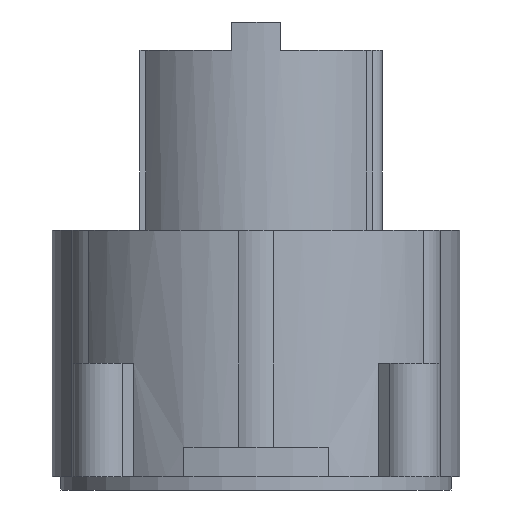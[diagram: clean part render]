
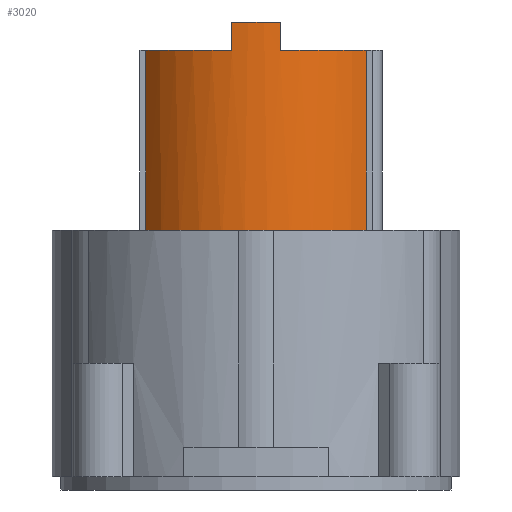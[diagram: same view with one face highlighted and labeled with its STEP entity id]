
A CAD part, front view. The second image highlights one B-rep face of the part: STEP entity #3020.
In plain terms, the highlighted cylindrical face has radius 14.625 mm (diameter 29.25 mm), a partial arc.
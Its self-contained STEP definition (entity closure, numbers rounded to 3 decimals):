
#1678=CARTESIAN_POINT('',(-2.54,-14.403,48.));
#1679=VERTEX_POINT('',#1678);
#1687=CARTESIAN_POINT('',(-2.54,-14.403,45.0));
#1688=VERTEX_POINT('',#1687);
#1695=CARTESIAN_POINT('',(-2.54,-14.403,45.0));
#1696=DIRECTION('',(0.0,0.0,1.0));
#1697=VECTOR('',#1696,3.);
#1698=LINE('',#1695,#1697);
#1699=EDGE_CURVE('',#1688,#1679,#1698,.T.);
#1709=CARTESIAN_POINT('',(2.54,-14.403,48.));
#1710=VERTEX_POINT('',#1709);
#1717=CARTESIAN_POINT('',(2.54,-14.403,45.0));
#1718=VERTEX_POINT('',#1717);
#1719=CARTESIAN_POINT('',(2.54,-14.403,45.0));
#1720=DIRECTION('',(0.0,0.0,1.0));
#1721=VECTOR('',#1720,3.);
#1722=LINE('',#1719,#1721);
#1723=EDGE_CURVE('',#1718,#1710,#1722,.T.);
#1740=CARTESIAN_POINT('',(0.,0.,48.0));
#1741=DIRECTION('',(0.,0.,-1.0));
#1742=DIRECTION('',(-0.795,-0.607,0.));
#1743=AXIS2_PLACEMENT_3D('',#1740,#1741,#1742);
#1744=CIRCLE('',#1743,14.625);
#1745=EDGE_CURVE('',#1710,#1679,#1744,.T.);
#1763=CARTESIAN_POINT('',(11.625,-8.874,45.0));
#1764=VERTEX_POINT('',#1763);
#1765=CARTESIAN_POINT('',(0.,0.,45.0));
#1766=DIRECTION('',(0.,0.,-1.0));
#1767=DIRECTION('',(-0.795,-0.607,0.));
#1768=AXIS2_PLACEMENT_3D('',#1765,#1766,#1767);
#1769=CIRCLE('',#1768,14.625);
#1770=EDGE_CURVE('',#1764,#1718,#1769,.T.);
#2276=CARTESIAN_POINT('',(11.625,-8.874,24.));
#2277=VERTEX_POINT('',#2276);
#2278=CARTESIAN_POINT('',(11.625,-8.874,24.));
#2279=DIRECTION('',(0.0,0.0,1.0));
#2280=VECTOR('',#2279,21.);
#2281=LINE('',#2278,#2280);
#2282=EDGE_CURVE('',#2277,#1764,#2281,.T.);
#2416=CARTESIAN_POINT('',(-11.625,-8.874,24.));
#2417=VERTEX_POINT('',#2416);
#2418=CARTESIAN_POINT('',(0.,0.,24.));
#2419=DIRECTION('',(0.0,0.0,-1.0));
#2420=DIRECTION('',(-0.795,-0.607,0.0));
#2421=AXIS2_PLACEMENT_3D('',#2418,#2419,#2420);
#2422=CIRCLE('',#2421,14.625);
#2423=EDGE_CURVE('',#2277,#2417,#2422,.T.);
#2659=CARTESIAN_POINT('',(-11.625,-8.874,45.0));
#2660=VERTEX_POINT('',#2659);
#2661=CARTESIAN_POINT('',(-11.625,-8.874,24.));
#2662=DIRECTION('',(0.0,0.0,1.0));
#2663=VECTOR('',#2662,21.);
#2664=LINE('',#2661,#2663);
#2665=EDGE_CURVE('',#2417,#2660,#2664,.T.);
#2999=CARTESIAN_POINT('',(0.,0.,24.));
#3000=DIRECTION('',(0.0,0.0,1.0));
#3001=DIRECTION('',(-0.795,-0.607,0.0));
#3002=AXIS2_PLACEMENT_3D('',#2999,#3000,#3001);
#3003=CYLINDRICAL_SURFACE('',#3002,14.625);
#3004=ORIENTED_EDGE('',*,*,#1770,.T.);
#3005=ORIENTED_EDGE('',*,*,#1723,.T.);
#3006=ORIENTED_EDGE('',*,*,#1745,.T.);
#3007=ORIENTED_EDGE('',*,*,#1699,.F.);
#3008=CARTESIAN_POINT('',(0.,0.,45.0));
#3009=DIRECTION('',(0.,0.,-1.0));
#3010=DIRECTION('',(-0.795,-0.607,0.));
#3011=AXIS2_PLACEMENT_3D('',#3008,#3009,#3010);
#3012=CIRCLE('',#3011,14.625);
#3013=EDGE_CURVE('',#1688,#2660,#3012,.T.);
#3014=ORIENTED_EDGE('',*,*,#3013,.T.);
#3015=ORIENTED_EDGE('',*,*,#2665,.F.);
#3016=ORIENTED_EDGE('',*,*,#2423,.F.);
#3017=ORIENTED_EDGE('',*,*,#2282,.T.);
#3018=EDGE_LOOP('',(#3004,#3005,#3006,#3007,#3014,#3015,#3016,#3017));
#3019=FACE_OUTER_BOUND('',#3018,.T.);
#3020=ADVANCED_FACE('',(#3019),#3003,.T.);
